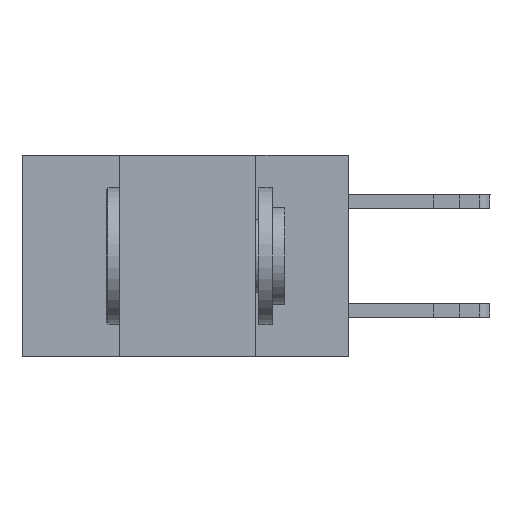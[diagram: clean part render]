
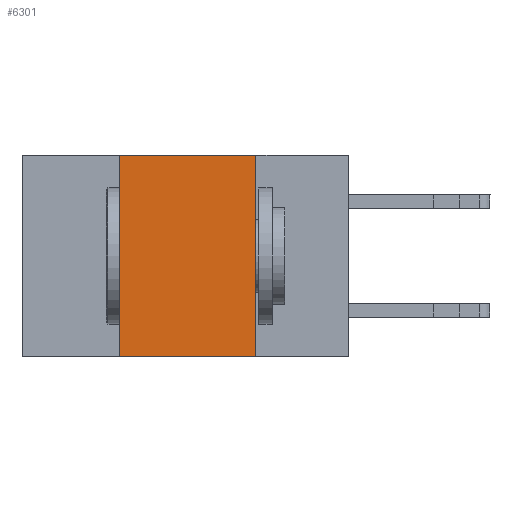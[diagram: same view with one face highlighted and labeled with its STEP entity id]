
A CAD part, left-side view. The second image highlights one B-rep face of the part: STEP entity #6301.
In plain terms, the highlighted planar face has unit normal (-1, 0, 0).
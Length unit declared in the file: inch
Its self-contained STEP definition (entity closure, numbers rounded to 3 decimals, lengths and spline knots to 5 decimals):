
#102 = DIRECTION ( 'NONE',  ( 0., 0., -1. ) ) ;
#187 = ORIENTED_EDGE ( 'NONE', *, *, #13917, .F. ) ;
#202 = CARTESIAN_POINT ( 'NONE',  ( 0., 0.42, -0.37 ) ) ;
#362 = ORIENTED_EDGE ( 'NONE', *, *, #13115, .T. ) ;
#509 = DIRECTION ( 'NONE',  ( 0., -1., 0. ) ) ;
#528 = VECTOR ( 'NONE', #509, 39.37008 ) ;
#1040 = CARTESIAN_POINT ( 'NONE',  ( 0., 0.42, 0. ) ) ;
#1282 = CARTESIAN_POINT ( 'NONE',  ( 0., 0.17, -0.37 ) ) ;
#1846 = VERTEX_POINT ( 'NONE', #4297 ) ;
#2231 = CARTESIAN_POINT ( 'NONE',  ( 0., 0.6, 0. ) ) ;
#2423 = CARTESIAN_POINT ( 'NONE',  ( 0., 0.42, 0. ) ) ;
#3090 = VECTOR ( 'NONE', #14507, 39.37008 ) ;
#3583 = ORIENTED_EDGE ( 'NONE', *, *, #8376, .F. ) ;
#3790 = LINE ( 'NONE', #2231, #528 ) ;
#4297 = CARTESIAN_POINT ( 'NONE',  ( 0., 0.17, 0. ) ) ;
#5857 = DIRECTION ( 'NONE',  ( 0., 0., 1. ) ) ;
#6301 = ADVANCED_FACE ( 'NONE', ( #10184 ), #7263, .F. ) ;
#7263 = PLANE ( 'NONE',  #13817 ) ;
#7465 = LINE ( 'NONE', #16009, #17570 ) ;
#8376 = EDGE_CURVE ( 'NONE', #1846, #13721, #7465, .T. ) ;
#8543 = DIRECTION ( 'NONE',  ( 0., 0., -1. ) ) ;
#10184 = FACE_OUTER_BOUND ( 'NONE', #12726, .T. ) ;
#11693 = CARTESIAN_POINT ( 'NONE',  ( 0., 0.6, -0.37 ) ) ;
#12564 = VERTEX_POINT ( 'NONE', #202 ) ;
#12726 = EDGE_LOOP ( 'NONE', ( #3583, #13087, #187, #362 ) ) ;
#13087 = ORIENTED_EDGE ( 'NONE', *, *, #15714, .F. ) ;
#13115 = EDGE_CURVE ( 'NONE', #12564, #13721, #16318, .T. ) ;
#13200 = CARTESIAN_POINT ( 'NONE',  ( 0., 0.6, 0. ) ) ;
#13721 = VERTEX_POINT ( 'NONE', #1282 ) ;
#13817 = AXIS2_PLACEMENT_3D ( 'NONE', #13200, #17229, #8543 ) ;
#13917 = EDGE_CURVE ( 'NONE', #12564, #16847, #14326, .T. ) ;
#14326 = LINE ( 'NONE', #1040, #16495 ) ;
#14507 = DIRECTION ( 'NONE',  ( 0., -1., 0. ) ) ;
#15714 = EDGE_CURVE ( 'NONE', #16847, #1846, #3790, .T. ) ;
#16009 = CARTESIAN_POINT ( 'NONE',  ( 0., 0.17, 0. ) ) ;
#16318 = LINE ( 'NONE', #11693, #3090 ) ;
#16495 = VECTOR ( 'NONE', #5857, 39.37008 ) ;
#16847 = VERTEX_POINT ( 'NONE', #2423 ) ;
#17229 = DIRECTION ( 'NONE',  ( 1., 0., 0. ) ) ;
#17570 = VECTOR ( 'NONE', #102, 39.37008 ) ;
